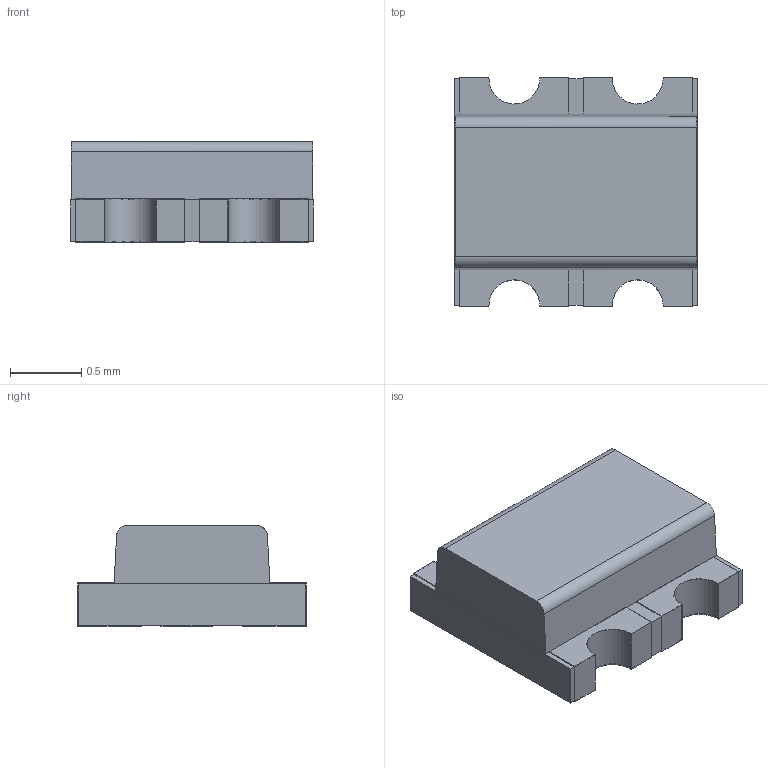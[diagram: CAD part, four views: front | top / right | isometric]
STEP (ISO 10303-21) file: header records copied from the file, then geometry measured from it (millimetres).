
FILE_DESCRIPTION(/* description */ (''),/* implementation_level */ '2;1');
FILE_NAME(/* name */ 'LED060~2',/* time_stamp */ '2015-01-12T14:08:05+01:00',/* author */ (''),/* organization */ (''),/* preprocessor_version */ 'ST-DEVELOPER v14',/* originating_system */ '',/* authorisation */ '');
FILE_SCHEMA (('AUTOMOTIVE_DESIGN'));
Length unit declared in the file: millimetre
Products named in the file (1): Document
Bounding box: 1.7 x 1.6 x 0.71 mm (x, y, z)
Volume: 1.5 mm3; surface area: 19 mm2
Topology: 8 solids, 8 shells, 112 faces, 288 edges, 192 vertices
Faces by surface type: plane 98, bspline 14
Entity records: 3217 total; most frequent: CARTESIAN_POINT 1204, ORIENTED_EDGE 576, EDGE_CURVE 288, B_SPLINE_CURVE_WITH_KNOTS 252, VERTEX_POINT 192, ADVANCED_FACE 112, FACE_OUTER_BOUND 112, EDGE_LOOP 112
